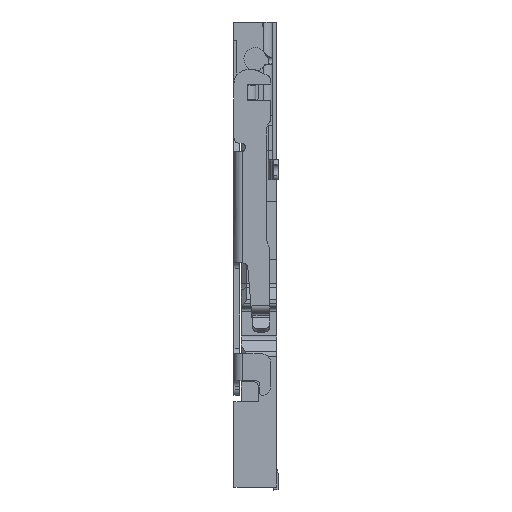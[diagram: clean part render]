
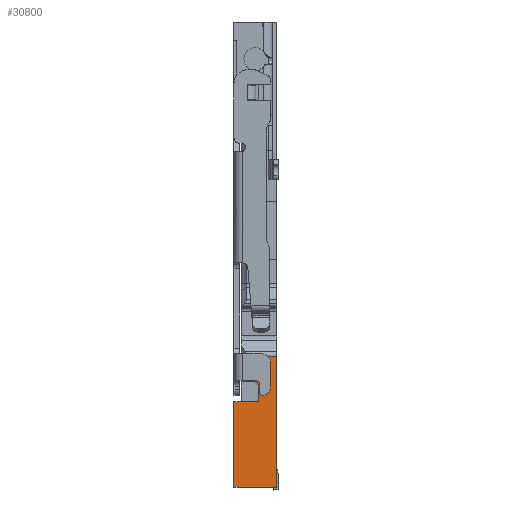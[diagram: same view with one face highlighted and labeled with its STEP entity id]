
A CAD part, left-side view. The second image highlights one B-rep face of the part: STEP entity #30800.
In plain terms, the highlighted planar face has unit normal (-1, 0, 0).
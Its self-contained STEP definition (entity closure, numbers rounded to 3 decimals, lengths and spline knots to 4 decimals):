
#5946=DIRECTION('',(0.,1.,0.));
#5947=VECTOR('',#5946,1.05);
#5948=CARTESIAN_POINT('',(-0.005,0.,
-11.7374));
#5949=LINE('',#5948,#5947);
#5955=CARTESIAN_POINT('',(-0.005,0.8,-12.778));
#5956=DIRECTION('',(1.,0.,0.));
#5957=DIRECTION('',(0.,0.,1.));
#5958=AXIS2_PLACEMENT_3D('',#5955,#5956,#5957);
#5960=DIRECTION('',(0.,0.,1.));
#5961=VECTOR('',#5960,4.5909);
#5962=CARTESIAN_POINT('',(-0.005,0.,-16.3282));
#5963=LINE('',#5962,#5961);
#5964=DIRECTION('',(0.,0.,1.));
#5965=VECTOR('',#5964,0.55);
#5966=CARTESIAN_POINT('',(-0.005,0.65,-13.328));
#5967=LINE('',#5966,#5965);
#5993=DIRECTION('',(0.,1.,0.));
#5994=VECTOR('',#5993,0.25);
#5995=CARTESIAN_POINT('',(-0.005,0.8,-12.628));
#5996=LINE('',#5995,#5994);
#6009=DIRECTION('',(0.,0.,1.));
#6010=VECTOR('',#6009,0.8906);
#6011=CARTESIAN_POINT('',(-0.005,1.05,-12.628));
#6012=LINE('',#6011,#6010);
#6013=DIRECTION('',(0.,-1.,0.));
#6014=VECTOR('',#6013,0.6);
#6015=CARTESIAN_POINT('',(-0.005,1.25,-13.328));
#6016=LINE('',#6015,#6014);
#6033=DIRECTION('',(0.,1.,0.));
#6034=VECTOR('',#6033,1.5);
#6035=CARTESIAN_POINT('',(-0.005,0.,-16.3282));
#6036=LINE('',#6035,#6034);
#6137=DIRECTION('',(0.,0.,1.));
#6138=VECTOR('',#6137,3.0002);
#6139=CARTESIAN_POINT('',(-0.005,1.5,-16.3282));
#6140=LINE('',#6139,#6138);
#6165=DIRECTION('',(0.,1.,0.));
#6166=VECTOR('',#6165,0.25);
#6167=CARTESIAN_POINT('',(-0.005,1.25,-13.328));
#6168=LINE('',#6167,#6166);
#19838=CARTESIAN_POINT('',(-0.005,0.,-16.3282));
#19839=VERTEX_POINT('',#19838);
#19840=CARTESIAN_POINT('',(-0.005,0.,
-11.7374));
#19841=VERTEX_POINT('',#19840);
#20076=CARTESIAN_POINT('',(-0.005,1.25,-13.328));
#20077=VERTEX_POINT('',#20076);
#20124=CARTESIAN_POINT('',(-0.005,1.05,-11.7374));
#20125=VERTEX_POINT('',#20124);
#20126=CARTESIAN_POINT('',(-0.005,0.65,-13.328));
#20127=CARTESIAN_POINT('',(-0.005,0.65,-12.778));
#20128=VERTEX_POINT('',#20126);
#20129=VERTEX_POINT('',#20127);
#20130=CARTESIAN_POINT('',(-0.005,0.8,-12.628));
#20131=VERTEX_POINT('',#20130);
#20132=CARTESIAN_POINT('',(-0.005,1.05,-12.628));
#20133=VERTEX_POINT('',#20132);
#20134=CARTESIAN_POINT('',(-0.005,1.5,-16.3282));
#20135=VERTEX_POINT('',#20134);
#20136=CARTESIAN_POINT('',(-0.005,1.5,-13.328));
#20137=VERTEX_POINT('',#20136);
#30775=CARTESIAN_POINT('',(-0.005,0.75,-14.0328));
#30776=DIRECTION('',(1.,0.,0.));
#30777=DIRECTION('',(0.,1.,0.));
#30778=AXIS2_PLACEMENT_3D('',#30775,#30776,#30777);
#30779=PLANE('',#30778);
#30781=ORIENTED_EDGE('',*,*,#30780,.T.);
#30783=ORIENTED_EDGE('',*,*,#30782,.F.);
#30785=ORIENTED_EDGE('',*,*,#30784,.T.);
#30787=ORIENTED_EDGE('',*,*,#30786,.T.);
#30788=ORIENTED_EDGE('',*,*,#30768,.F.);
#30789=ORIENTED_EDGE('',*,*,#24485,.F.);
#30791=ORIENTED_EDGE('',*,*,#30790,.T.);
#30793=ORIENTED_EDGE('',*,*,#30792,.T.);
#30795=ORIENTED_EDGE('',*,*,#30794,.F.);
#30797=ORIENTED_EDGE('',*,*,#30796,.T.);
#30798=EDGE_LOOP('',(#30781,#30783,#30785,#30787,#30788,#30789,#30791,#30793,
#30795,#30797));
#30799=FACE_OUTER_BOUND('',#30798,.F.);
#5959=CIRCLE('',#5958,0.15);
#24485=EDGE_CURVE('',#19839,#19841,#5963,.T.);
#30768=EDGE_CURVE('',#19841,#20125,#5949,.T.);
#30780=EDGE_CURVE('',#20128,#20129,#5967,.T.);
#30782=EDGE_CURVE('',#20131,#20129,#5959,.T.);
#30784=EDGE_CURVE('',#20131,#20133,#5996,.T.);
#30786=EDGE_CURVE('',#20133,#20125,#6012,.T.);
#30790=EDGE_CURVE('',#19839,#20135,#6036,.T.);
#30792=EDGE_CURVE('',#20135,#20137,#6140,.T.);
#30794=EDGE_CURVE('',#20077,#20137,#6168,.T.);
#30796=EDGE_CURVE('',#20077,#20128,#6016,.T.);
#30800=ADVANCED_FACE('',(#30799),#30779,.F.);
